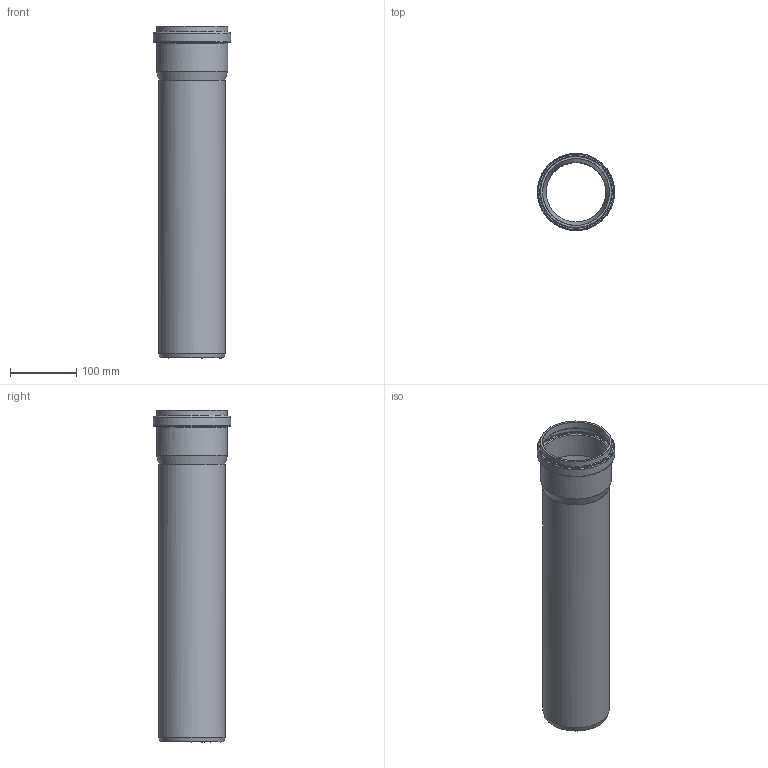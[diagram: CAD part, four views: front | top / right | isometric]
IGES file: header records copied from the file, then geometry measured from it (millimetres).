
Global section: file name: V051055.igs; native system: NX V4.0; preprocessor: UGS NX IGES V4.0; date: 20090828.114147; units: millimetre
Bounding box: 116.35 x 116.39 x 500 mm (x, y, z)
Surface area: 311462.2 mm2 (no closed solid volume)
Topology: 0 solids, 0 shells, 25 faces, 275 edges, 244 vertices
Faces by surface type: bspline 25
